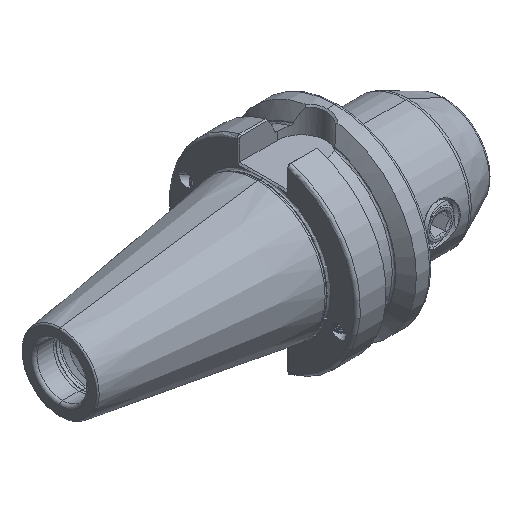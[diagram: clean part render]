
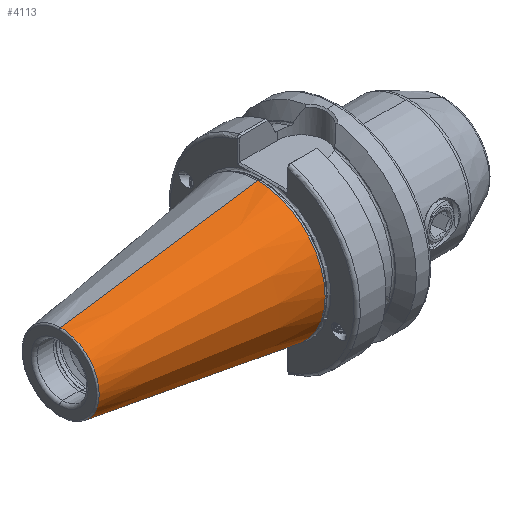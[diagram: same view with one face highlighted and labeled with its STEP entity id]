
A CAD part, isometric view. The second image highlights one B-rep face of the part: STEP entity #4113.
In plain terms, the highlighted conical face has half-angle 8.297 degrees and reference radius 22.298 mm.
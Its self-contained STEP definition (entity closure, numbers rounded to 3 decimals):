
#4113 = ADVANCED_FACE ( 'NONE', ( #22760 ), #22816, .T. ) ;
#4480 = AXIS2_PLACEMENT_3D ( 'NONE', #20707, #20719, #20733 ) ;
#4515 = AXIS2_PLACEMENT_3D ( 'NONE', #17939, #17959, #17961 ) ;
#4939 = VERTEX_POINT ( 'NONE', #11287 ) ;
#4977 = VERTEX_POINT ( 'NONE', #11357 ) ;
#5015 = VERTEX_POINT ( 'NONE', #11136 ) ;
#5040 = VERTEX_POINT ( 'NONE', #10959 ) ;
#7227 = CIRCLE ( 'NONE', #4480, 22.298 ) ;
#10959 = CARTESIAN_POINT ( 'NONE',  ( -66.972, 0., -12.75 ) ) ;
#11136 = CARTESIAN_POINT ( 'NONE',  ( -1.5, 0., -22.298 ) ) ;
#11287 = CARTESIAN_POINT ( 'NONE',  ( -66.972, 0., 12.75 ) ) ;
#11357 = CARTESIAN_POINT ( 'NONE',  ( -1.5, 0., 22.298 ) ) ;
#15760 = AXIS2_PLACEMENT_3D ( 'NONE', #26920, #26894, #26892 ) ;
#17271 = LINE ( 'NONE', #17626, #17293 ) ;
#17284 = LINE ( 'NONE', #17601, #17285 ) ;
#17285 = VECTOR ( 'NONE', #17642, 1000. ) ;
#17293 = VECTOR ( 'NONE', #17603, 1000. ) ;
#17299 = CIRCLE ( 'NONE', #4515, 12.75 ) ;
#17601 = CARTESIAN_POINT ( 'NONE',  ( -1.5, 0., 22.298 ) ) ;
#17603 = DIRECTION ( 'NONE',  ( 0.99, 0., -0.144 ) ) ;
#17626 = CARTESIAN_POINT ( 'NONE',  ( -1.5, 0., -22.298 ) ) ;
#17642 = DIRECTION ( 'NONE',  ( 0.99, 0., 0.144 ) ) ;
#17939 = CARTESIAN_POINT ( 'NONE',  ( -66.972, 0., 0. ) ) ;
#17959 = DIRECTION ( 'NONE',  ( 1., 0., 0. ) ) ;
#17961 = DIRECTION ( 'NONE',  ( 0., 0., -1. ) ) ;
#20707 = CARTESIAN_POINT ( 'NONE',  ( -1.5, 0., 0. ) ) ;
#20719 = DIRECTION ( 'NONE',  ( 1., 0., 0. ) ) ;
#20733 = DIRECTION ( 'NONE',  ( 0., 0., -1. ) ) ;
#22760 = FACE_OUTER_BOUND ( 'NONE', #22971, .T. ) ;
#22816 = CONICAL_SURFACE ( 'NONE', #15760, 22.298, 0.145 ) ;
#22971 = EDGE_LOOP ( 'NONE', ( #23244, #23260, #23195, #23243 ) ) ;
#23195 = ORIENTED_EDGE ( 'NONE', *, *, #24383, .T. ) ;
#23243 = ORIENTED_EDGE ( 'NONE', *, *, #23545, .F. ) ;
#23244 = ORIENTED_EDGE ( 'NONE', *, *, #24381, .F. ) ;
#23260 = ORIENTED_EDGE ( 'NONE', *, *, #24317, .T. ) ;
#23545 = EDGE_CURVE ( 'NONE', #4977, #5015, #7227, .T. ) ;
#24317 = EDGE_CURVE ( 'NONE', #4939, #5040, #17299, .T. ) ;
#24381 = EDGE_CURVE ( 'NONE', #4939, #4977, #17284, .T. ) ;
#24383 = EDGE_CURVE ( 'NONE', #5040, #5015, #17271, .T. ) ;
#26892 = DIRECTION ( 'NONE',  ( 0., 0., -1. ) ) ;
#26894 = DIRECTION ( 'NONE',  ( 1., 0., 0. ) ) ;
#26920 = CARTESIAN_POINT ( 'NONE',  ( -1.5, 0., 0. ) ) ;
